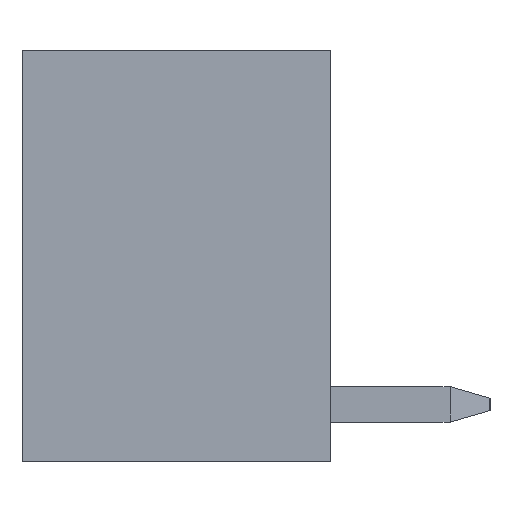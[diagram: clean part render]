
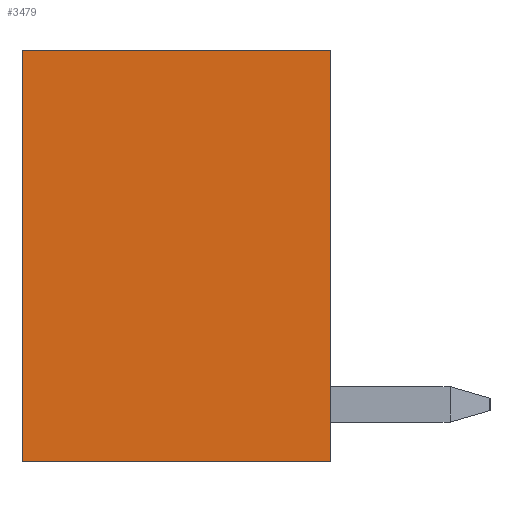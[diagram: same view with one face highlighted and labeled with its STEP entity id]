
A CAD part, left-side view. The second image highlights one B-rep face of the part: STEP entity #3479.
In plain terms, the highlighted planar face has unit normal (-1, 0, 0).
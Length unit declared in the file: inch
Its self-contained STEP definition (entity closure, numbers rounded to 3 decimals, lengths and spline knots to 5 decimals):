
#1=DIRECTION('',(0.,-1.,0.));
#2=VECTOR('',#1,0.27);
#3=CARTESIAN_POINT('',(-0.441,0.27,0.18));
#4=LINE('',#3,#2);
#359=DIRECTION('',(0.,0.,-1.));
#360=VECTOR('',#359,0.36);
#361=CARTESIAN_POINT('',(-0.441,0.27,0.18));
#362=LINE('',#361,#360);
#363=DIRECTION('',(0.,0.,-1.));
#364=VECTOR('',#363,0.36);
#365=CARTESIAN_POINT('',(-0.441,0.,0.18));
#366=LINE('',#365,#364);
#471=DIRECTION('',(0.,-1.,0.));
#472=VECTOR('',#471,0.27);
#473=CARTESIAN_POINT('',(-0.441,0.27,-0.18));
#474=LINE('',#473,#472);
#2485=CARTESIAN_POINT('',(-0.441,0.27,0.18));
#2486=CARTESIAN_POINT('',(-0.441,0.,0.18));
#2487=VERTEX_POINT('',#2485);
#2488=VERTEX_POINT('',#2486);
#2493=CARTESIAN_POINT('',(-0.441,0.27,-0.18));
#2494=CARTESIAN_POINT('',(-0.441,0.,-0.18));
#2495=VERTEX_POINT('',#2493);
#2496=VERTEX_POINT('',#2494);
#3465=CARTESIAN_POINT('',(-0.441,0.27,0.18));
#3466=DIRECTION('',(-1.,0.,0.));
#3467=DIRECTION('',(0.,-1.,0.));
#3468=AXIS2_PLACEMENT_3D('',#3465,#3466,#3467);
#3469=PLANE('',#3468);
#3470=ORIENTED_EDGE('',*,*,#3274,.T.);
#3472=ORIENTED_EDGE('',*,*,#3471,.T.);
#3474=ORIENTED_EDGE('',*,*,#3473,.F.);
#3476=ORIENTED_EDGE('',*,*,#3475,.F.);
#3477=EDGE_LOOP('',(#3470,#3472,#3474,#3476));
#3478=FACE_OUTER_BOUND('',#3477,.F.);
#3479=ADVANCED_FACE('',(#3478),#3469,.T.);
#3274=EDGE_CURVE('',#2487,#2488,#4,.T.);
#3471=EDGE_CURVE('',#2488,#2496,#366,.T.);
#3473=EDGE_CURVE('',#2495,#2496,#474,.T.);
#3475=EDGE_CURVE('',#2487,#2495,#362,.T.);
